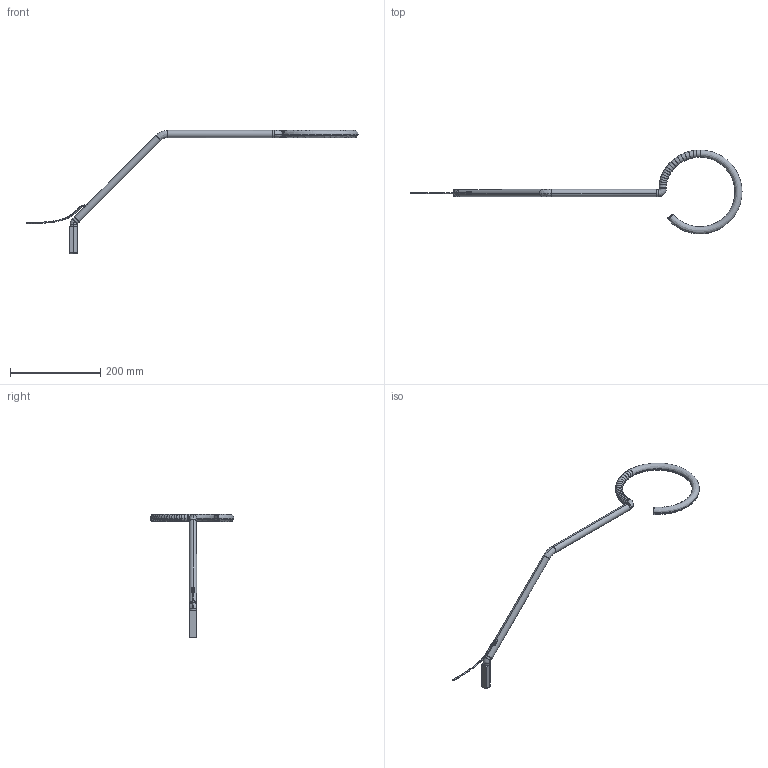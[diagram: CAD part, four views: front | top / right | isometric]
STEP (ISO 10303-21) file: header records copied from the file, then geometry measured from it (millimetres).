
FILE_DESCRIPTION(/* description */ (''),/* implementation_level */ '2;1');
FILE_NAME(/* name */ 'Vine Parete',/* time_stamp */ '2022-10-11T15:10:19+02:00',/* author */ (''),/* organization */ (''),/* preprocessor_version */ 'ST-DEVELOPER v16.5',/* originating_system */ 'Rhino 7.22',/* authorisation */ '');
FILE_SCHEMA (('AUTOMOTIVE_DESIGN'));
Length unit declared in the file: millimetre
Products named in the file (1): Document
Bounding box: 736.05 x 185.96 x 273.08 mm (x, y, z)
Volume: 200918 mm3; surface area: 73244 mm2
Topology: 7 solids, 9 shells, 230 faces, 526 edges, 317 vertices
Faces by surface type: bspline 160, plane 43, cylinder 27
Entity records: 13502 total; most frequent: CARTESIAN_POINT 10268, ORIENTED_EDGE 1038, EDGE_CURVE 523, VERTEX_POINT 311, B_SPLINE_CURVE_WITH_KNOTS 288, EDGE_LOOP 236, ADVANCED_FACE 230, FACE_OUTER_BOUND 230
